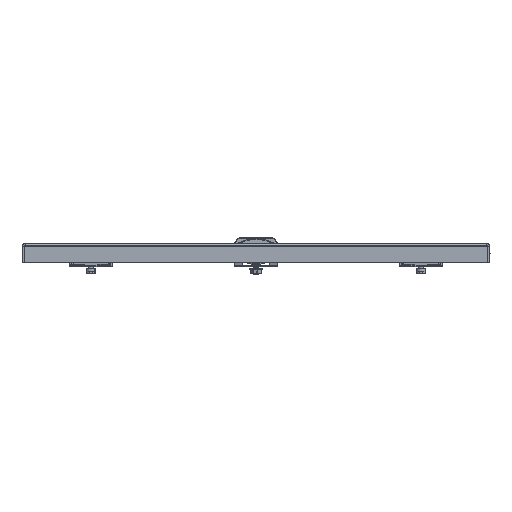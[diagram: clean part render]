
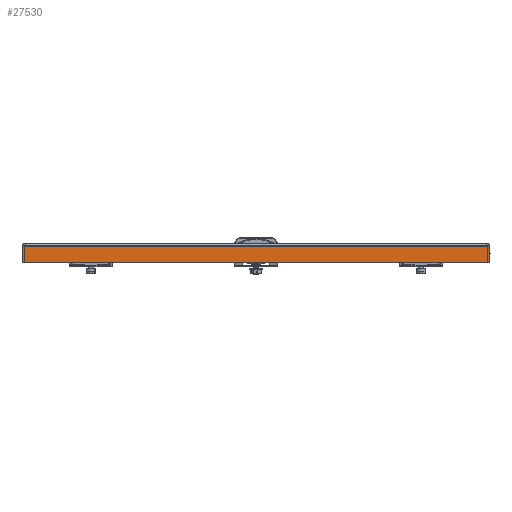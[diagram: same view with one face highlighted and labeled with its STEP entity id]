
A CAD part, left-side view. The second image highlights one B-rep face of the part: STEP entity #27530.
In plain terms, the highlighted planar face has unit normal (-1, 0, 0).
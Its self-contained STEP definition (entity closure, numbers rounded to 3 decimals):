
#1236 = ORIENTED_EDGE ( 'NONE', *, *, #30369, .T. ) ;
#1245 = ORIENTED_EDGE ( 'NONE', *, *, #30362, .F. ) ;
#1291 = ORIENTED_EDGE ( 'NONE', *, *, #30361, .F. ) ;
#1319 = ORIENTED_EDGE ( 'NONE', *, *, #30372, .T. ) ;
#1340 = ORIENTED_EDGE ( 'NONE', *, *, #30365, .T. ) ;
#1424 = ORIENTED_EDGE ( 'NONE', *, *, #30375, .F. ) ;
#2524 = CARTESIAN_POINT ( 'NONE',  ( -497., -247.5, -3. ) ) ;
#2526 = CARTESIAN_POINT ( 'NONE',  ( -497., 247.5, -20. ) ) ;
#2529 = CARTESIAN_POINT ( 'NONE',  ( -497., 247.5, -3. ) ) ;
#2530 = CARTESIAN_POINT ( 'NONE',  ( -497., -247.5, -20. ) ) ;
#5279 = VERTEX_POINT ( 'NONE', #25470 ) ;
#5282 = VERTEX_POINT ( 'NONE', #25473 ) ;
#8945 = VERTEX_POINT ( 'NONE', #2524 ) ;
#8949 = VERTEX_POINT ( 'NONE', #2526 ) ;
#8955 = VERTEX_POINT ( 'NONE', #2529 ) ;
#8957 = VERTEX_POINT ( 'NONE', #2530 ) ;
#11171 = LINE ( 'NONE', #12075, #11183 ) ;
#11173 = LINE ( 'NONE', #12080, #11179 ) ;
#11179 = VECTOR ( 'NONE', #12082, 1000. ) ;
#11183 = VECTOR ( 'NONE', #12083, 1000. ) ;
#11189 = LINE ( 'NONE', #12088, #11195 ) ;
#11195 = VECTOR ( 'NONE', #12090, 1000. ) ;
#11197 = LINE ( 'NONE', #12089, #11211 ) ;
#11205 = LINE ( 'NONE', #12092, #11223 ) ;
#11211 = VECTOR ( 'NONE', #12097, 1000. ) ;
#11223 = VECTOR ( 'NONE', #11648, 1000. ) ;
#11229 = LINE ( 'NONE', #11653, #11235 ) ;
#11235 = VECTOR ( 'NONE', #11655, 1000. ) ;
#11374 = EDGE_LOOP ( 'NONE', ( #1291, #1340, #1319, #1236, #1245, #1424 ) ) ;
#11648 = DIRECTION ( 'NONE',  ( 0., -1., 0. ) ) ;
#11653 = CARTESIAN_POINT ( 'NONE',  ( -497., -247.5, -3. ) ) ;
#11655 = DIRECTION ( 'NONE',  ( 0., -1., 0. ) ) ;
#12075 = CARTESIAN_POINT ( 'NONE',  ( -497., -247.5, -3. ) ) ;
#12080 = CARTESIAN_POINT ( 'NONE',  ( -497., -247.5, -3. ) ) ;
#12082 = DIRECTION ( 'NONE',  ( 0., -1., 0. ) ) ;
#12083 = DIRECTION ( 'NONE',  ( 0., -1., 0. ) ) ;
#12088 = CARTESIAN_POINT ( 'NONE',  ( -497., 247.5, 0. ) ) ;
#12089 = CARTESIAN_POINT ( 'NONE',  ( -497., -247.5, 0. ) ) ;
#12090 = DIRECTION ( 'NONE',  ( 0., 0., -1. ) ) ;
#12092 = CARTESIAN_POINT ( 'NONE',  ( -497., 0., -20. ) ) ;
#12097 = DIRECTION ( 'NONE',  ( 0., 0., 1. ) ) ;
#18800 = CARTESIAN_POINT ( 'NONE',  ( -497., 0., 0. ) ) ;
#18804 = PLANE ( 'NONE',  #19936 ) ;
#18806 = DIRECTION ( 'NONE',  ( 1., 0., 0. ) ) ;
#18807 = DIRECTION ( 'NONE',  ( 0., 0., -1. ) ) ;
#19036 = FACE_OUTER_BOUND ( 'NONE', #11374, .T. ) ;
#19936 = AXIS2_PLACEMENT_3D ( 'NONE', #18800, #18806, #18807 ) ;
#25470 = CARTESIAN_POINT ( 'NONE',  ( -497., -244.5, -3. ) ) ;
#25473 = CARTESIAN_POINT ( 'NONE',  ( -497., 244.5, -3. ) ) ;
#27530 = ADVANCED_FACE ( 'NONE', ( #19036 ), #18804, .F. ) ;
#30361 = EDGE_CURVE ( 'NONE', #8955, #5282, #11173, .T. ) ;
#30362 = EDGE_CURVE ( 'NONE', #5279, #8945, #11171, .T. ) ;
#30365 = EDGE_CURVE ( 'NONE', #8955, #8949, #11189, .T. ) ;
#30369 = EDGE_CURVE ( 'NONE', #8957, #8945, #11197, .T. ) ;
#30372 = EDGE_CURVE ( 'NONE', #8949, #8957, #11205, .T. ) ;
#30375 = EDGE_CURVE ( 'NONE', #5282, #5279, #11229, .T. ) ;
